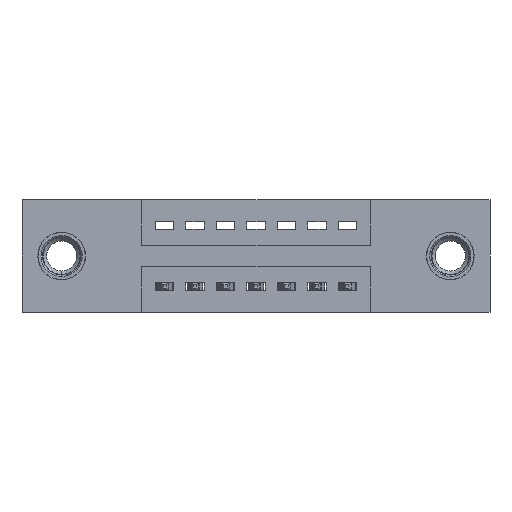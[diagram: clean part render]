
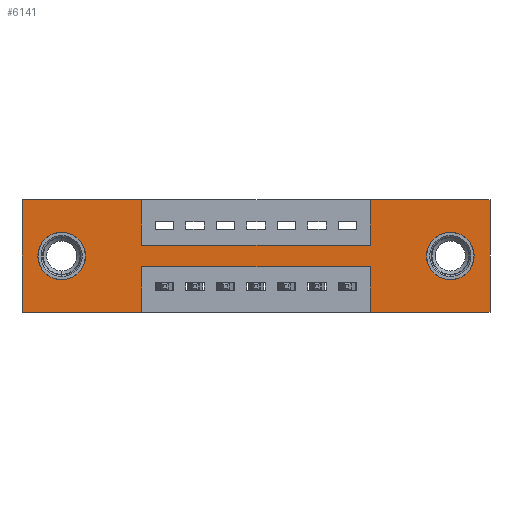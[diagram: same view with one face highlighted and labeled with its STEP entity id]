
A CAD part, front view. The second image highlights one B-rep face of the part: STEP entity #6141.
In plain terms, the highlighted planar face has unit normal (0, -1, 0).
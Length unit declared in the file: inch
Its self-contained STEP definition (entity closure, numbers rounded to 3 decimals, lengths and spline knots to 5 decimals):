
#76 = EDGE_CURVE ( 'NONE', #5710, #7893, #7866, .T. ) ;
#77 = CARTESIAN_POINT ( 'NONE',  ( 1.405, 0., -0.185 ) ) ;
#124 = CIRCLE ( 'NONE', #4925, 0.078 ) ;
#244 = EDGE_CURVE ( 'NONE', #5612, #6924, #1809, .T. ) ;
#404 = EDGE_CURVE ( 'NONE', #7004, #10915, #5798, .T. ) ;
#463 = DIRECTION ( 'NONE',  ( 1., 0., 0. ) ) ;
#474 = EDGE_CURVE ( 'NONE', #8094, #873, #9494, .T. ) ;
#520 = DIRECTION ( 'NONE',  ( -1., 0., 0. ) ) ;
#615 = CARTESIAN_POINT ( 'NONE',  ( 1.1425, 0., -0.22 ) ) ;
#620 = LINE ( 'NONE', #9065, #8579 ) ;
#806 = ORIENTED_EDGE ( 'NONE', *, *, #3897, .T. ) ;
#837 = ORIENTED_EDGE ( 'NONE', *, *, #11024, .F. ) ;
#852 = ORIENTED_EDGE ( 'NONE', *, *, #7814, .F. ) ;
#873 = VERTEX_POINT ( 'NONE', #3254 ) ;
#897 = DIRECTION ( 'NONE',  ( 0., 0., 1. ) ) ;
#1032 = LINE ( 'NONE', #10886, #8585 ) ;
#1382 = ORIENTED_EDGE ( 'NONE', *, *, #9876, .F. ) ;
#1483 = EDGE_LOOP ( 'NONE', ( #2243, #806 ) ) ;
#1492 = DIRECTION ( 'NONE',  ( -1., 0., 0. ) ) ;
#1496 = EDGE_LOOP ( 'NONE', ( #3486, #10354 ) ) ;
#1604 = CARTESIAN_POINT ( 'NONE',  ( 0., 0., -0.37 ) ) ;
#1704 = LINE ( 'NONE', #1715, #5422 ) ;
#1715 = CARTESIAN_POINT ( 'NONE',  ( 0.3925, 0., 0. ) ) ;
#1809 = LINE ( 'NONE', #10360, #2445 ) ;
#2234 = LINE ( 'NONE', #3439, #4144 ) ;
#2243 = ORIENTED_EDGE ( 'NONE', *, *, #3961, .T. ) ;
#2251 = EDGE_LOOP ( 'NONE', ( #4730, #2511, #3121, #837, #1382, #4381, #11012, #10100, #4142, #6937, #11101, #852 ) ) ;
#2431 = DIRECTION ( 'NONE',  ( 0., 0., -1. ) ) ;
#2445 = VECTOR ( 'NONE', #897, 39.37008 ) ;
#2456 = CARTESIAN_POINT ( 'NONE',  ( 0.3925, 0., -0.15 ) ) ;
#2511 = ORIENTED_EDGE ( 'NONE', *, *, #4742, .F. ) ;
#2586 = CARTESIAN_POINT ( 'NONE',  ( 1.1425, 0., -0.37 ) ) ;
#2591 = VERTEX_POINT ( 'NONE', #1604 ) ;
#2745 = VECTOR ( 'NONE', #463, 39.37008 ) ;
#2931 = CARTESIAN_POINT ( 'NONE',  ( 0.13, 0., -0.263 ) ) ;
#3020 = VECTOR ( 'NONE', #5863, 39.37008 ) ;
#3121 = ORIENTED_EDGE ( 'NONE', *, *, #244, .F. ) ;
#3191 = CARTESIAN_POINT ( 'NONE',  ( 0.3925, 0., 0. ) ) ;
#3254 = CARTESIAN_POINT ( 'NONE',  ( 1.535, 0., 0. ) ) ;
#3261 = EDGE_CURVE ( 'NONE', #7077, #5105, #8888, .T. ) ;
#3286 = CARTESIAN_POINT ( 'NONE',  ( 1.405, 0., -0.185 ) ) ;
#3317 = CARTESIAN_POINT ( 'NONE',  ( 1.1425, 0., 0. ) ) ;
#3374 = DIRECTION ( 'NONE',  ( 0., 0., -1. ) ) ;
#3436 = CARTESIAN_POINT ( 'NONE',  ( 1.1425, 0., 0. ) ) ;
#3439 = CARTESIAN_POINT ( 'NONE',  ( 1.535, 0., 0. ) ) ;
#3486 = ORIENTED_EDGE ( 'NONE', *, *, #7964, .T. ) ;
#3507 = DIRECTION ( 'NONE',  ( 1., 0., 0. ) ) ;
#3540 = EDGE_CURVE ( 'NONE', #2591, #7903, #10248, .T. ) ;
#3693 = CARTESIAN_POINT ( 'NONE',  ( 1.1425, 0., -0.15 ) ) ;
#3890 = CIRCLE ( 'NONE', #10290, 0.078 ) ;
#3897 = EDGE_CURVE ( 'NONE', #8615, #9623, #6008, .T. ) ;
#3961 = EDGE_CURVE ( 'NONE', #9623, #8615, #124, .T. ) ;
#4142 = ORIENTED_EDGE ( 'NONE', *, *, #5222, .F. ) ;
#4144 = VECTOR ( 'NONE', #2431, 39.37008 ) ;
#4346 = DIRECTION ( 'NONE',  ( 0., 1., 0. ) ) ;
#4381 = ORIENTED_EDGE ( 'NONE', *, *, #474, .F. ) ;
#4408 = DIRECTION ( 'NONE',  ( 0., -1., 0. ) ) ;
#4493 = EDGE_CURVE ( 'NONE', #7903, #6985, #6809, .T. ) ;
#4517 = DIRECTION ( 'NONE',  ( 0., 0., -1. ) ) ;
#4730 = ORIENTED_EDGE ( 'NONE', *, *, #3261, .F. ) ;
#4742 = EDGE_CURVE ( 'NONE', #6924, #7077, #1032, .T. ) ;
#4743 = CARTESIAN_POINT ( 'NONE',  ( 0., 0., -0.37 ) ) ;
#4925 = AXIS2_PLACEMENT_3D ( 'NONE', #7257, #9922, #6455 ) ;
#4937 = CARTESIAN_POINT ( 'NONE',  ( 1.535, 0., -0.37 ) ) ;
#4953 = CARTESIAN_POINT ( 'NONE',  ( 0.3925, 0., -0.37 ) ) ;
#5105 = VERTEX_POINT ( 'NONE', #4953 ) ;
#5157 = CARTESIAN_POINT ( 'NONE',  ( 0., 0., 0. ) ) ;
#5160 = AXIS2_PLACEMENT_3D ( 'NONE', #5370, #4408, #4517 ) ;
#5222 = EDGE_CURVE ( 'NONE', #6985, #7004, #1704, .T. ) ;
#5330 = DIRECTION ( 'NONE',  ( 0., 0., 1. ) ) ;
#5370 = CARTESIAN_POINT ( 'NONE',  ( 0., 0., -0.37 ) ) ;
#5422 = VECTOR ( 'NONE', #8647, 39.37008 ) ;
#5612 = VERTEX_POINT ( 'NONE', #2586 ) ;
#5710 = VERTEX_POINT ( 'NONE', #10621 ) ;
#5798 = LINE ( 'NONE', #11106, #10163 ) ;
#5850 = CARTESIAN_POINT ( 'NONE',  ( 0.3925, 0., -0.37 ) ) ;
#5863 = DIRECTION ( 'NONE',  ( 0., 0., 1. ) ) ;
#5955 = FACE_OUTER_BOUND ( 'NONE', #2251, .T. ) ;
#5970 = DIRECTION ( 'NONE',  ( 0., 0., -1. ) ) ;
#6008 = CIRCLE ( 'NONE', #7041, 0.078 ) ;
#6140 = AXIS2_PLACEMENT_3D ( 'NONE', #77, #7640, #7688 ) ;
#6141 = ADVANCED_FACE ( 'NONE', ( #6908, #9890, #5955 ), #7997, .T. ) ;
#6195 = CARTESIAN_POINT ( 'NONE',  ( 0., 0., 0. ) ) ;
#6213 = CARTESIAN_POINT ( 'NONE',  ( 0.13, 0., -0.185 ) ) ;
#6455 = DIRECTION ( 'NONE',  ( 0., 0., 1. ) ) ;
#6809 = LINE ( 'NONE', #6195, #2745 ) ;
#6907 = CARTESIAN_POINT ( 'NONE',  ( 0.3925, 0., -0.22 ) ) ;
#6908 = FACE_BOUND ( 'NONE', #1496, .T. ) ;
#6924 = VERTEX_POINT ( 'NONE', #615 ) ;
#6937 = ORIENTED_EDGE ( 'NONE', *, *, #4493, .F. ) ;
#6977 = VECTOR ( 'NONE', #10400, 39.37008 ) ;
#6985 = VERTEX_POINT ( 'NONE', #3191 ) ;
#7004 = VERTEX_POINT ( 'NONE', #2456 ) ;
#7041 = AXIS2_PLACEMENT_3D ( 'NONE', #6213, #7080, #5330 ) ;
#7077 = VERTEX_POINT ( 'NONE', #6907 ) ;
#7080 = DIRECTION ( 'NONE',  ( 0., 1., 0. ) ) ;
#7257 = CARTESIAN_POINT ( 'NONE',  ( 0.13, 0., -0.185 ) ) ;
#7426 = CARTESIAN_POINT ( 'NONE',  ( 1.405, 0., -0.107 ) ) ;
#7489 = CARTESIAN_POINT ( 'NONE',  ( 0., 0., 0. ) ) ;
#7498 = VERTEX_POINT ( 'NONE', #4937 ) ;
#7640 = DIRECTION ( 'NONE',  ( 0., 1., 0. ) ) ;
#7688 = DIRECTION ( 'NONE',  ( 0., 0., -1. ) ) ;
#7814 = EDGE_CURVE ( 'NONE', #5105, #2591, #8103, .T. ) ;
#7866 = CIRCLE ( 'NONE', #6140, 0.078 ) ;
#7893 = VERTEX_POINT ( 'NONE', #7426 ) ;
#7903 = VERTEX_POINT ( 'NONE', #7489 ) ;
#7964 = EDGE_CURVE ( 'NONE', #7893, #5710, #3890, .T. ) ;
#7997 = PLANE ( 'NONE',  #5160 ) ;
#8094 = VERTEX_POINT ( 'NONE', #3317 ) ;
#8103 = LINE ( 'NONE', #4743, #10147 ) ;
#8332 = LINE ( 'NONE', #3436, #6977 ) ;
#8383 = VECTOR ( 'NONE', #3507, 39.37008 ) ;
#8452 = CARTESIAN_POINT ( 'NONE',  ( 0., 0., 0. ) ) ;
#8579 = VECTOR ( 'NONE', #520, 39.37008 ) ;
#8585 = VECTOR ( 'NONE', #1492, 39.37008 ) ;
#8615 = VERTEX_POINT ( 'NONE', #2931 ) ;
#8647 = DIRECTION ( 'NONE',  ( 0., 0., -1. ) ) ;
#8888 = LINE ( 'NONE', #5850, #10911 ) ;
#8938 = DIRECTION ( 'NONE',  ( -1., 0., 0. ) ) ;
#8998 = EDGE_CURVE ( 'NONE', #10915, #8094, #8332, .T. ) ;
#9065 = CARTESIAN_POINT ( 'NONE',  ( 0., 0., -0.37 ) ) ;
#9494 = LINE ( 'NONE', #5157, #8383 ) ;
#9623 = VERTEX_POINT ( 'NONE', #10878 ) ;
#9876 = EDGE_CURVE ( 'NONE', #873, #7498, #2234, .T. ) ;
#9890 = FACE_BOUND ( 'NONE', #1483, .T. ) ;
#9922 = DIRECTION ( 'NONE',  ( 0., 1., 0. ) ) ;
#10100 = ORIENTED_EDGE ( 'NONE', *, *, #404, .F. ) ;
#10147 = VECTOR ( 'NONE', #8938, 39.37008 ) ;
#10163 = VECTOR ( 'NONE', #10263, 39.37008 ) ;
#10248 = LINE ( 'NONE', #8452, #3020 ) ;
#10263 = DIRECTION ( 'NONE',  ( 1., 0., 0. ) ) ;
#10290 = AXIS2_PLACEMENT_3D ( 'NONE', #3286, #4346, #3374 ) ;
#10354 = ORIENTED_EDGE ( 'NONE', *, *, #76, .T. ) ;
#10360 = CARTESIAN_POINT ( 'NONE',  ( 1.1425, 0., -0.37 ) ) ;
#10400 = DIRECTION ( 'NONE',  ( 0., 0., 1. ) ) ;
#10621 = CARTESIAN_POINT ( 'NONE',  ( 1.405, 0., -0.263 ) ) ;
#10878 = CARTESIAN_POINT ( 'NONE',  ( 0.13, 0., -0.107 ) ) ;
#10886 = CARTESIAN_POINT ( 'NONE',  ( 0.3925, 0., -0.22 ) ) ;
#10911 = VECTOR ( 'NONE', #5970, 39.37008 ) ;
#10915 = VERTEX_POINT ( 'NONE', #3693 ) ;
#11012 = ORIENTED_EDGE ( 'NONE', *, *, #8998, .F. ) ;
#11024 = EDGE_CURVE ( 'NONE', #7498, #5612, #620, .T. ) ;
#11101 = ORIENTED_EDGE ( 'NONE', *, *, #3540, .F. ) ;
#11106 = CARTESIAN_POINT ( 'NONE',  ( 0.3925, 0., -0.15 ) ) ;
